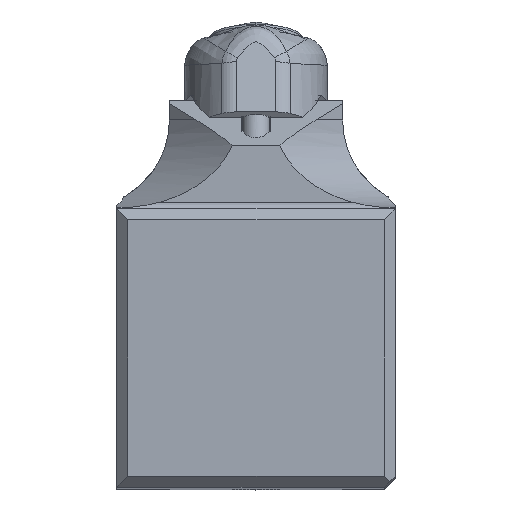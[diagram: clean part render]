
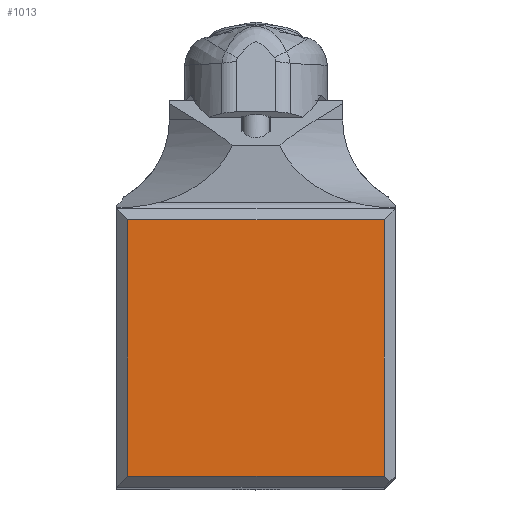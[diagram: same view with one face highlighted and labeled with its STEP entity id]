
A CAD part, top view. The second image highlights one B-rep face of the part: STEP entity #1013.
In plain terms, the highlighted planar face has unit normal (0, 0, 1).
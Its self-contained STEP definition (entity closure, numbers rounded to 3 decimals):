
#742=FACE_OUTER_BOUND('',#1426,.T.);
#1013=ADVANCED_FACE('',(#742),#1295,.T.);
#1295=PLANE('',#5094);
#1426=EDGE_LOOP('',(#1762,#1763,#1764,#1765));
#1762=ORIENTED_EDGE('',*,*,#3714,.F.);
#1763=ORIENTED_EDGE('',*,*,#3719,.T.);
#1764=ORIENTED_EDGE('',*,*,#3720,.T.);
#1765=ORIENTED_EDGE('',*,*,#3718,.F.);
#3230=VERTEX_POINT('',#6872);
#3231=VERTEX_POINT('',#6874);
#3232=VERTEX_POINT('',#6878);
#3234=VERTEX_POINT('',#6884);
#3714=EDGE_CURVE('',#3230,#3231,#4447,.T.);
#3718=EDGE_CURVE('',#3231,#3232,#4451,.T.);
#3719=EDGE_CURVE('',#3230,#3234,#4452,.T.);
#3720=EDGE_CURVE('',#3234,#3232,#4453,.T.);
#4447=LINE('',#6873,#4703);
#4451=LINE('',#6881,#4707);
#4452=LINE('',#6883,#4708);
#4453=LINE('',#6885,#4709);
#4703=VECTOR('',#5644,1.);
#4707=VECTOR('',#5650,1.);
#4708=VECTOR('',#5653,1.);
#4709=VECTOR('',#5654,1.);
#5094=AXIS2_PLACEMENT_3D('',#6886,#5655,#5656);
#5644=DIRECTION('',(-1.,0.,0.));
#5650=DIRECTION('',(0.,1.,0.));
#5653=DIRECTION('',(0.,1.,0.));
#5654=DIRECTION('',(-1.,0.,0.));
#5655=DIRECTION('',(0.,0.,1.));
#5656=DIRECTION('',(-1.,0.,0.));
#6872=CARTESIAN_POINT('',(-1.,1.,0.));
#6873=CARTESIAN_POINT('',(-1.,1.,0.));
#6874=CARTESIAN_POINT('',(-24.4,1.,0.));
#6878=CARTESIAN_POINT('',(-24.4,24.4,0.));
#6881=CARTESIAN_POINT('',(-24.4,1.,0.));
#6883=CARTESIAN_POINT('',(-1.,1.,0.));
#6884=CARTESIAN_POINT('',(-1.,24.4,0.));
#6885=CARTESIAN_POINT('',(-1.,24.4,0.));
#6886=CARTESIAN_POINT('',(-12.7,12.7,0.));
